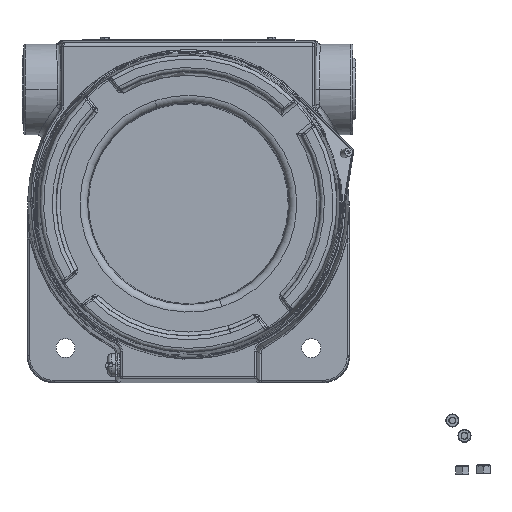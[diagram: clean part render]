
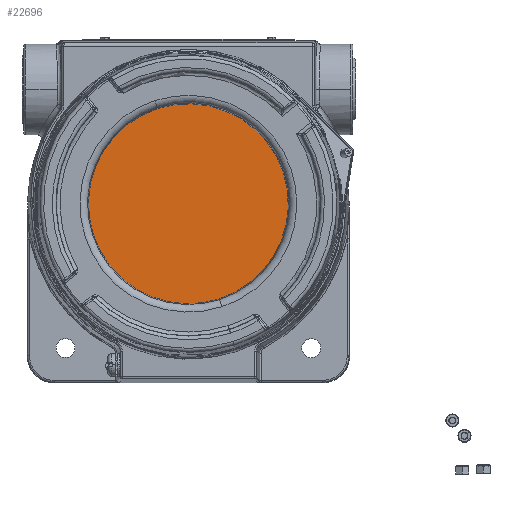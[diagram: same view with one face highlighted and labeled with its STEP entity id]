
A CAD part, top view. The second image highlights one B-rep face of the part: STEP entity #22696.
In plain terms, the highlighted planar face has unit normal (0, 0, 1).
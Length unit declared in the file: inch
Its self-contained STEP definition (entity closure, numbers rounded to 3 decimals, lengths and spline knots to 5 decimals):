
#2763 = VERTEX_POINT ( 'NONE', #70719 ) ;
#3606 = AXIS2_PLACEMENT_3D ( 'NONE', #13397, #24005, #7514 ) ;
#6977 = CARTESIAN_POINT ( 'NONE',  ( 0.30569, -2.00786, 3.562 ) ) ;
#7514 = DIRECTION ( 'NONE',  ( -0.151, 0.989, 0. ) ) ;
#8362 = CARTESIAN_POINT ( 'NONE',  ( 0., 0., 3.562 ) ) ;
#13397 = CARTESIAN_POINT ( 'NONE',  ( 0., 0., 3.562 ) ) ;
#14395 = DIRECTION ( 'NONE',  ( -0.151, 0.989, 0. ) ) ;
#17869 = EDGE_CURVE ( 'NONE', #2763, #31682, #66640, .T. ) ;
#22696 = ADVANCED_FACE ( 'NONE', ( #24130 ), #30318, .F. ) ;
#24005 = DIRECTION ( 'NONE',  ( 0., 0., -1. ) ) ;
#24130 = FACE_OUTER_BOUND ( 'NONE', #62551, .T. ) ;
#24493 = DIRECTION ( 'NONE',  ( -0.151, 0.989, 0. ) ) ;
#29661 = AXIS2_PLACEMENT_3D ( 'NONE', #8362, #51903, #24493 ) ;
#30318 = PLANE ( 'NONE',  #29661 ) ;
#31682 = VERTEX_POINT ( 'NONE', #6977 ) ;
#33924 = ORIENTED_EDGE ( 'NONE', *, *, #41432, .F. ) ;
#37040 = DIRECTION ( 'NONE',  ( 0., 0., -1. ) ) ;
#41432 = EDGE_CURVE ( 'NONE', #31682, #2763, #58082, .T. ) ;
#45297 = AXIS2_PLACEMENT_3D ( 'NONE', #68481, #37040, #14395 ) ;
#47169 = ORIENTED_EDGE ( 'NONE', *, *, #17869, .F. ) ;
#51903 = DIRECTION ( 'NONE',  ( 0., 0., -1. ) ) ;
#58082 = CIRCLE ( 'NONE', #45297, 2.031 ) ;
#62551 = EDGE_LOOP ( 'NONE', ( #47169, #33924 ) ) ;
#66640 = CIRCLE ( 'NONE', #3606, 2.031 ) ;
#68481 = CARTESIAN_POINT ( 'NONE',  ( 0., 0., 3.562 ) ) ;
#70719 = CARTESIAN_POINT ( 'NONE',  ( -0.30569, 2.00786, 3.562 ) ) ;
